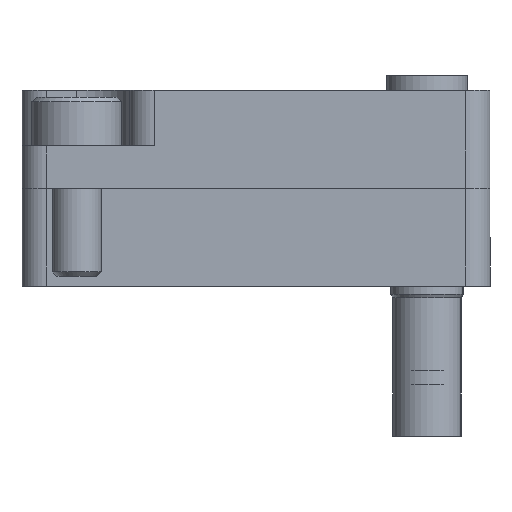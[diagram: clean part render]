
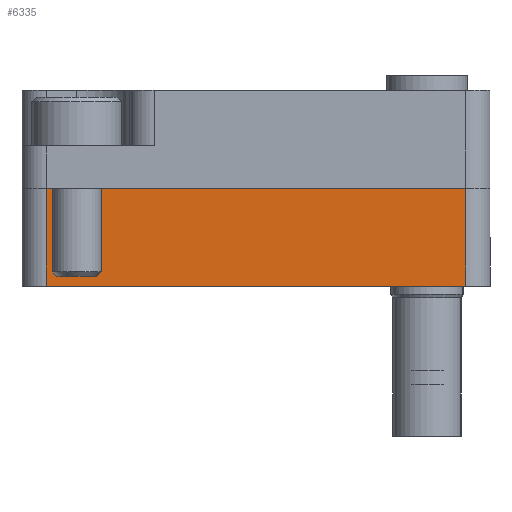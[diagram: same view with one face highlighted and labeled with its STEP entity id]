
A CAD part, front view. The second image highlights one B-rep face of the part: STEP entity #6335.
In plain terms, the highlighted face is planar.
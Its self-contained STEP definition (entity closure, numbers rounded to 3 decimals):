
#11 = VERTEX_POINT ( 'NONE', #1219 ) ;
#633 = VERTEX_POINT ( 'NONE', #5365 ) ;
#1061 = DIRECTION ( 'NONE',  ( 0., -1., 0. ) ) ;
#1200 = ORIENTED_EDGE ( 'NONE', *, *, #16301, .T. ) ;
#1219 = CARTESIAN_POINT ( 'NONE',  ( 22., -6., -12.85 ) ) ;
#1751 = VERTEX_POINT ( 'NONE', #5658 ) ;
#1874 = CARTESIAN_POINT ( 'NONE',  ( 22., 0., 12.85 ) ) ;
#1965 = ORIENTED_EDGE ( 'NONE', *, *, #10932, .T. ) ;
#2381 = VECTOR ( 'NONE', #13891, 1000. ) ;
#2642 = CARTESIAN_POINT ( 'NONE',  ( 22., -6., 12.85 ) ) ;
#3638 = DIRECTION ( 'NONE',  ( 0., 1., 0. ) ) ;
#3742 = LINE ( 'NONE', #17717, #6272 ) ;
#4280 = DIRECTION ( 'NONE',  ( -1., 0., 0. ) ) ;
#5365 = CARTESIAN_POINT ( 'NONE',  ( 22., 0., -12.85 ) ) ;
#5658 = CARTESIAN_POINT ( 'NONE',  ( 22., -6., 12.85 ) ) ;
#5732 = DIRECTION ( 'NONE',  ( 0., 0., 1. ) ) ;
#6051 = AXIS2_PLACEMENT_3D ( 'NONE', #15545, #4280, #7629 ) ;
#6272 = VECTOR ( 'NONE', #3638, 1000. ) ;
#6335 = ADVANCED_FACE ( 'NONE', ( #15738 ), #15646, .F. ) ;
#7196 = LINE ( 'NONE', #20002, #18233 ) ;
#7629 = DIRECTION ( 'NONE',  ( 0., 0., 1. ) ) ;
#9243 = EDGE_CURVE ( 'NONE', #16856, #1751, #16937, .T. ) ;
#9588 = EDGE_CURVE ( 'NONE', #11, #1751, #12114, .T. ) ;
#10932 = EDGE_CURVE ( 'NONE', #11, #633, #3742, .T. ) ;
#11229 = EDGE_LOOP ( 'NONE', ( #17579, #1965, #1200, #12911 ) ) ;
#12114 = LINE ( 'NONE', #15237, #2381 ) ;
#12911 = ORIENTED_EDGE ( 'NONE', *, *, #9243, .T. ) ;
#13891 = DIRECTION ( 'NONE',  ( 0., 0., 1. ) ) ;
#14088 = VECTOR ( 'NONE', #1061, 1000. ) ;
#15237 = CARTESIAN_POINT ( 'NONE',  ( 22., -6., 14.35 ) ) ;
#15545 = CARTESIAN_POINT ( 'NONE',  ( 22., -6., 14.35 ) ) ;
#15646 = PLANE ( 'NONE',  #6051 ) ;
#15738 = FACE_OUTER_BOUND ( 'NONE', #11229, .T. ) ;
#16301 = EDGE_CURVE ( 'NONE', #633, #16856, #7196, .T. ) ;
#16856 = VERTEX_POINT ( 'NONE', #1874 ) ;
#16937 = LINE ( 'NONE', #2642, #14088 ) ;
#17579 = ORIENTED_EDGE ( 'NONE', *, *, #9588, .F. ) ;
#17717 = CARTESIAN_POINT ( 'NONE',  ( 22., 0., -12.85 ) ) ;
#18233 = VECTOR ( 'NONE', #5732, 1000. ) ;
#20002 = CARTESIAN_POINT ( 'NONE',  ( 22., 0., 14.35 ) ) ;
